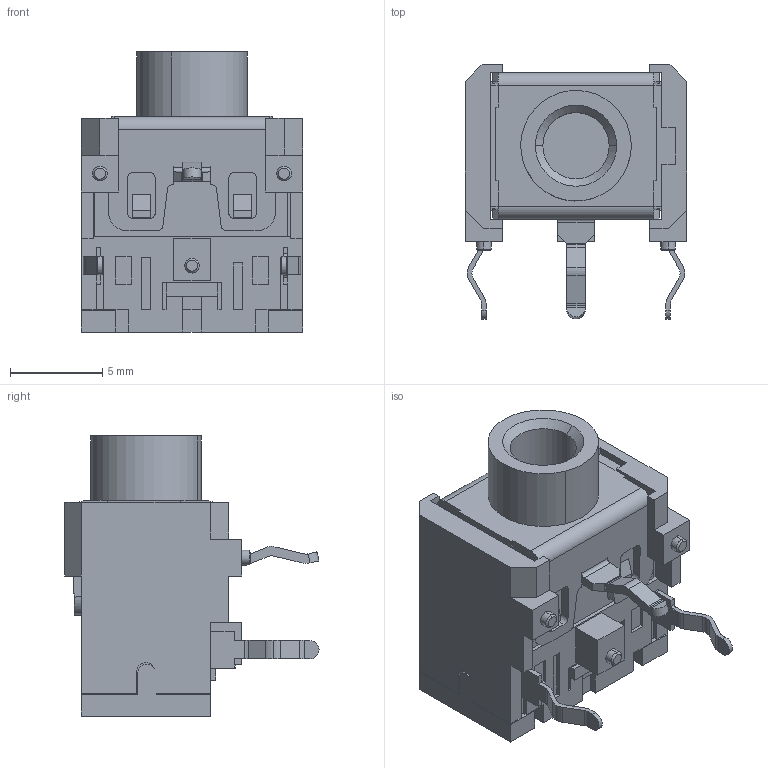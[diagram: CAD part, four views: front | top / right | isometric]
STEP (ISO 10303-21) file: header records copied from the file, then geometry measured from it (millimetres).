
FILE_DESCRIPTION (( 'STEP AP214' ), '1' );
FILE_NAME ('CUI_DEVICES_SJ1-3543N.step', '2023-06-23T15:33:52', ( '' ), ( '' ), 'SwSTEP 2.0', 'SolidWorks 2023', '' );
FILE_SCHEMA (( 'AUTOMOTIVE_DESIGN' ));
Length unit declared in the file: millimetre
Products named in the file (1): CUI_DEVICES_SJ1-3543N
Bounding box: 12 x 13.8 x 15.2 mm (x, y, z)
Volume: 1073.5 mm3; surface area: 1317 mm2
Topology: 1 solids, 5 shells, 471 faces, 1307 edges, 865 vertices
Faces by surface type: plane 368, cylinder 89, cone 12, bspline 2
Entity records: 15031 total; most frequent: CARTESIAN_POINT 2785, ORIENTED_EDGE 2614, DIRECTION 2408, EDGE_CURVE 1307, LINE 1104, VECTOR 1104, VERTEX_POINT 865, AXIS2_PLACEMENT_3D 652
